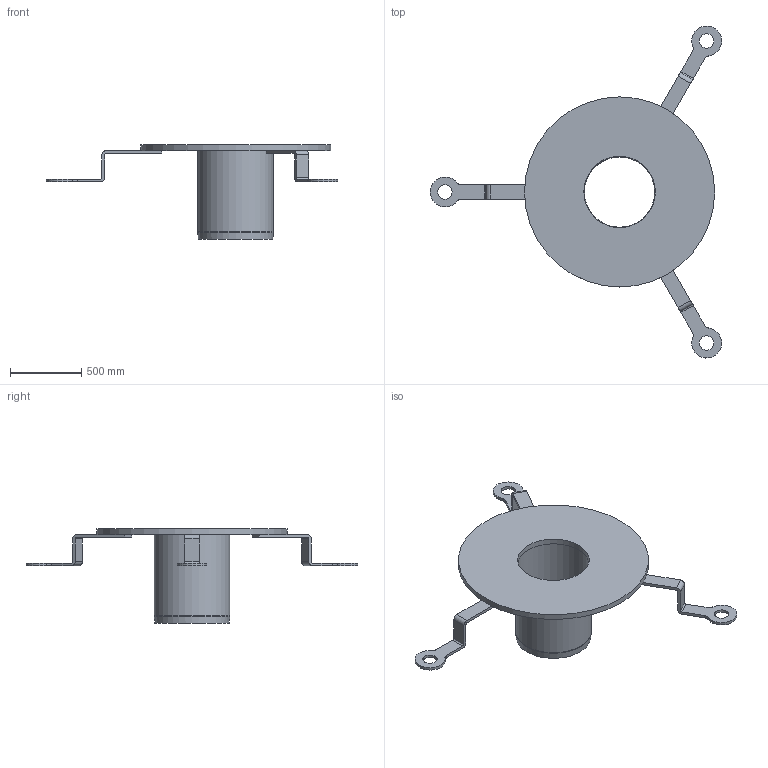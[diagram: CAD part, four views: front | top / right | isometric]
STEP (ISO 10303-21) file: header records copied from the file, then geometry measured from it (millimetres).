
FILE_DESCRIPTION(/* description */ (''),/* implementation_level */ '2;1');
FILE_NAME(/* name */ '13522.050X_3D.stp',/* time_stamp */ '2024-12-11T14:48:01+01:00',/* author */ ('CAD'),/* organization */ (''),/* preprocessor_version */ 'ST-DEVELOPER v20',/* originating_system */ 'AutoCAD Mechanical',/* authorisation */ '');
FILE_SCHEMA (('AUTOMOTIVE_DESIGN { 1 0 10303 214 3 1 1 }'));
Length unit declared in the file: centimetre
Products named in the file (3): Product; STUTZEN; *S1
Assembly tree (2 placements, depth 2):
  Product
    STUTZEN
    *S1
Bounding box: 2039.42 x 2322.54 x 660 mm (x, y, z)
Volume: 69079442.4 mm3; surface area: 5454270.7 mm2
Topology: 5 solids, 5 shells, 63 faces, 160 edges, 106 vertices
Faces by surface type: plane 30, cylinder 28, cone 3, torus 2
Full cylindrical faces by diameter (mm): 100 x3, 500 x2, 530 x1, 1330 x1
Entity records: 2006 total; most frequent: DIRECTION 362, CARTESIAN_POINT 334, ORIENTED_EDGE 320, EDGE_CURVE 160, AXIS2_PLACEMENT_3D 134, VERTEX_POINT 106, LINE 94, VECTOR 94
